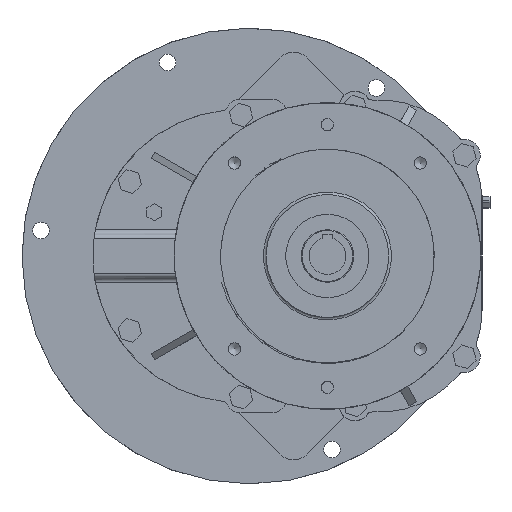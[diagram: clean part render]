
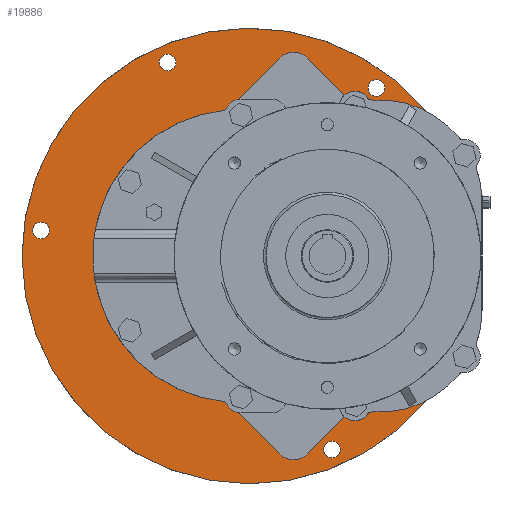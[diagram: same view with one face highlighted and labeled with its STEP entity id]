
A CAD part, left-side view. The second image highlights one B-rep face of the part: STEP entity #19886.
In plain terms, the highlighted planar face has unit normal (-1, 0, 0).
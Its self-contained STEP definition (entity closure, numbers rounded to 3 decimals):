
#243 = ORIENTED_EDGE ( 'NONE', *, *, #331, .F. ) ;
#331 = EDGE_CURVE ( 'NONE', #14690, #11804, #12059, .T. ) ;
#1379 = CIRCLE ( 'NONE', #16741, 9.5 ) ;
#1515 = FACE_BOUND ( 'NONE', #9726, .T. ) ;
#1542 = VERTEX_POINT ( 'NONE', #7359 ) ;
#1786 = EDGE_CURVE ( 'NONE', #1542, #21134, #23221, .T. ) ;
#2161 = DIRECTION ( 'NONE',  ( 0., 0., 1. ) ) ;
#2227 = ORIENTED_EDGE ( 'NONE', *, *, #12609, .F. ) ;
#2310 = EDGE_CURVE ( 'NONE', #16590, #11804, #17270, .T. ) ;
#2437 = VECTOR ( 'NONE', #26663, 1000. ) ;
#2763 = AXIS2_PLACEMENT_3D ( 'NONE', #9308, #18201, #7123 ) ;
#2996 = EDGE_CURVE ( 'NONE', #16247, #16247, #10689, .T. ) ;
#3111 = FACE_BOUND ( 'NONE', #22715, .T. ) ;
#3215 = CARTESIAN_POINT ( 'NONE',  ( -24., -260., -154. ) ) ;
#3531 = DIRECTION ( 'NONE',  ( 0., 0., 1. ) ) ;
#3996 = CARTESIAN_POINT ( 'NONE',  ( -24., -238.211, -19.749 ) ) ;
#4019 = LINE ( 'NONE', #26366, #2437 ) ;
#4214 = CARTESIAN_POINT ( 'NONE',  ( -24., 93.775, 220.921 ) ) ;
#4572 = CARTESIAN_POINT ( 'NONE',  ( -24., -255.898, 46. ) ) ;
#5870 = EDGE_CURVE ( 'NONE', #9828, #9828, #6419, .T. ) ;
#5875 = FACE_BOUND ( 'NONE', #11281, .T. ) ;
#6011 = VECTOR ( 'NONE', #18524, 1000. ) ;
#6093 = EDGE_CURVE ( 'NONE', #23816, #14244, #22129, .T. ) ;
#6356 = DIRECTION ( 'NONE',  ( 0., 1., 0. ) ) ;
#6419 = CIRCLE ( 'NONE', #22732, 9.5 ) ;
#7123 = DIRECTION ( 'NONE',  ( 0., 0., 1. ) ) ;
#7157 = ORIENTED_EDGE ( 'NONE', *, *, #21256, .F. ) ;
#7170 = CARTESIAN_POINT ( 'NONE',  ( -24., -90., -154. ) ) ;
#7359 = CARTESIAN_POINT ( 'NONE',  ( -24., 12., -154. ) ) ;
#7948 = CARTESIAN_POINT ( 'NONE',  ( -24., -144.436, 201.173 ) ) ;
#7953 = ORIENTED_EDGE ( 'NONE', *, *, #2310, .T. ) ;
#7985 = LINE ( 'NONE', #21120, #13486 ) ;
#8062 = CARTESIAN_POINT ( 'NONE',  ( -24., -147.65, 60.856 ) ) ;
#8199 = DIRECTION ( 'NONE',  ( 0., 0., 1. ) ) ;
#8260 = DIRECTION ( 'NONE',  ( 0., 0., 1. ) ) ;
#8387 = CIRCLE ( 'NONE', #2763, 154. ) ;
#8456 = EDGE_LOOP ( 'NONE', ( #7157 ) ) ;
#8872 = CARTESIAN_POINT ( 'NONE',  ( -24., -147.65, 60.856 ) ) ;
#9308 = CARTESIAN_POINT ( 'NONE',  ( -24., 12., 0. ) ) ;
#9726 = EDGE_LOOP ( 'NONE', ( #13733 ) ) ;
#9801 = EDGE_CURVE ( 'NONE', #12309, #14690, #7985, .T. ) ;
#9828 = VERTEX_POINT ( 'NONE', #18584 ) ;
#10334 = DIRECTION ( 'NONE',  ( -1., 0., 0. ) ) ;
#10405 = VERTEX_POINT ( 'NONE', #3996 ) ;
#10540 = DIRECTION ( 'NONE',  ( 0., 1., 0. ) ) ;
#10689 = CIRCLE ( 'NONE', #11584, 9.5 ) ;
#11078 = ORIENTED_EDGE ( 'NONE', *, *, #22852, .F. ) ;
#11281 = EDGE_LOOP ( 'NONE', ( #26953 ) ) ;
#11369 = AXIS2_PLACEMENT_3D ( 'NONE', #8872, #19532, #2161 ) ;
#11514 = AXIS2_PLACEMENT_3D ( 'NONE', #24266, #15062, #8199 ) ;
#11584 = AXIS2_PLACEMENT_3D ( 'NONE', #4214, #10334, #21602 ) ;
#11804 = VERTEX_POINT ( 'NONE', #24903 ) ;
#11990 = PLANE ( 'NONE',  #17473 ) ;
#12059 = CIRCLE ( 'NONE', #28429, 104.5 ) ;
#12146 = FACE_OUTER_BOUND ( 'NONE', #27306, .T. ) ;
#12309 = VERTEX_POINT ( 'NONE', #23510 ) ;
#12609 = EDGE_CURVE ( 'NONE', #14244, #1542, #8387, .T. ) ;
#12688 = DIRECTION ( 'NONE',  ( -1., 0., 0. ) ) ;
#12694 = CARTESIAN_POINT ( 'NONE',  ( -24., -100.275, 154. ) ) ;
#13170 = CARTESIAN_POINT ( 'NONE',  ( -24., -260., 46. ) ) ;
#13282 = CIRCLE ( 'NONE', #16519, 260. ) ;
#13403 = VECTOR ( 'NONE', #6356, 1000. ) ;
#13486 = VECTOR ( 'NONE', #14985, 1000. ) ;
#13733 = ORIENTED_EDGE ( 'NONE', *, *, #5870, .F. ) ;
#13936 = DIRECTION ( 'NONE',  ( -1., 0., 0. ) ) ;
#14244 = VERTEX_POINT ( 'NONE', #17098 ) ;
#14690 = VERTEX_POINT ( 'NONE', #25993 ) ;
#14783 = FACE_BOUND ( 'NONE', #8456, .T. ) ;
#14985 = DIRECTION ( 'NONE',  ( 0., 0., 1. ) ) ;
#15062 = DIRECTION ( 'NONE',  ( -1., 0., 0. ) ) ;
#15190 = CIRCLE ( 'NONE', #11369, 104.5 ) ;
#16247 = VERTEX_POINT ( 'NONE', #20931 ) ;
#16382 = CARTESIAN_POINT ( 'NONE',  ( -24., -260., 0. ) ) ;
#16519 = AXIS2_PLACEMENT_3D ( 'NONE', #19212, #27699, #18773 ) ;
#16590 = VERTEX_POINT ( 'NONE', #4572 ) ;
#16683 = CARTESIAN_POINT ( 'NONE',  ( -24., -93.775, -211.421 ) ) ;
#16741 = AXIS2_PLACEMENT_3D ( 'NONE', #25801, #24041, #8260 ) ;
#17098 = CARTESIAN_POINT ( 'NONE',  ( -24., 12., 154. ) ) ;
#17120 = CIRCLE ( 'NONE', #11514, 9.5 ) ;
#17124 = VERTEX_POINT ( 'NONE', #16683 ) ;
#17270 = LINE ( 'NONE', #13170, #21430 ) ;
#17473 = AXIS2_PLACEMENT_3D ( 'NONE', #16382, #23701, #18570 ) ;
#17946 = ORIENTED_EDGE ( 'NONE', *, *, #2996, .F. ) ;
#18139 = VERTEX_POINT ( 'NONE', #27418 ) ;
#18201 = DIRECTION ( 'NONE',  ( -1., 0., 0. ) ) ;
#18524 = DIRECTION ( 'NONE',  ( 0., -1., 0. ) ) ;
#18570 = DIRECTION ( 'NONE',  ( 0., 0., 1. ) ) ;
#18584 = CARTESIAN_POINT ( 'NONE',  ( -24., 238.211, 38.749 ) ) ;
#18773 = DIRECTION ( 'NONE',  ( 0., 0., -1. ) ) ;
#19212 = CARTESIAN_POINT ( 'NONE',  ( -24., 0., 0. ) ) ;
#19343 = EDGE_CURVE ( 'NONE', #18139, #23816, #15190, .T. ) ;
#19532 = DIRECTION ( 'NONE',  ( -1., 0., 0. ) ) ;
#19886 = ADVANCED_FACE ( 'NONE', ( #5875, #14783, #21513, #1515, #3111, #12146 ), #11990, .T. ) ;
#19925 = CARTESIAN_POINT ( 'NONE',  ( -24., -260., 154. ) ) ;
#20699 = ORIENTED_EDGE ( 'NONE', *, *, #1786, .F. ) ;
#20931 = CARTESIAN_POINT ( 'NONE',  ( -24., 93.775, 230.421 ) ) ;
#21120 = CARTESIAN_POINT ( 'NONE',  ( -24., -210., 0. ) ) ;
#21134 = VERTEX_POINT ( 'NONE', #7170 ) ;
#21256 = EDGE_CURVE ( 'NONE', #10405, #10405, #22476, .T. ) ;
#21430 = VECTOR ( 'NONE', #10540, 1000. ) ;
#21513 = FACE_BOUND ( 'NONE', #28666, .T. ) ;
#21602 = DIRECTION ( 'NONE',  ( 0., 0., 1. ) ) ;
#21625 = DIRECTION ( 'NONE',  ( 0., 0., 1. ) ) ;
#22129 = LINE ( 'NONE', #19925, #13403 ) ;
#22476 = CIRCLE ( 'NONE', #27537, 9.5 ) ;
#22564 = ORIENTED_EDGE ( 'NONE', *, *, #19343, .F. ) ;
#22715 = EDGE_LOOP ( 'NONE', ( #24101 ) ) ;
#22732 = AXIS2_PLACEMENT_3D ( 'NONE', #27546, #13936, #27690 ) ;
#22852 = EDGE_CURVE ( 'NONE', #21134, #12309, #4019, .T. ) ;
#23221 = LINE ( 'NONE', #3215, #6011 ) ;
#23510 = CARTESIAN_POINT ( 'NONE',  ( -24., -210., -65. ) ) ;
#23701 = DIRECTION ( 'NONE',  ( -1., 0., 0. ) ) ;
#23816 = VERTEX_POINT ( 'NONE', #12694 ) ;
#24041 = DIRECTION ( 'NONE',  ( -1., 0., 0. ) ) ;
#24101 = ORIENTED_EDGE ( 'NONE', *, *, #27976, .F. ) ;
#24266 = CARTESIAN_POINT ( 'NONE',  ( -24., -93.775, -220.921 ) ) ;
#24903 = CARTESIAN_POINT ( 'NONE',  ( -24., -251.089, 46. ) ) ;
#25370 = EDGE_CURVE ( 'NONE', #16590, #18139, #13282, .T. ) ;
#25566 = DIRECTION ( 'NONE',  ( -1., 0., 0. ) ) ;
#25801 = CARTESIAN_POINT ( 'NONE',  ( -24., -144.436, 191.673 ) ) ;
#25993 = CARTESIAN_POINT ( 'NONE',  ( -24., -210., -23.006 ) ) ;
#26081 = ORIENTED_EDGE ( 'NONE', *, *, #9801, .F. ) ;
#26366 = CARTESIAN_POINT ( 'NONE',  ( -24., -273.357, -18.01 ) ) ;
#26385 = EDGE_CURVE ( 'NONE', #17124, #17124, #17120, .T. ) ;
#26663 = DIRECTION ( 'NONE',  ( 0., -0.803, 0.596 ) ) ;
#26953 = ORIENTED_EDGE ( 'NONE', *, *, #26385, .F. ) ;
#27306 = EDGE_LOOP ( 'NONE', ( #7953, #243, #26081, #11078, #20699, #2227, #27540, #22564, #28467 ) ) ;
#27418 = CARTESIAN_POINT ( 'NONE',  ( -24., -223.67, 132.559 ) ) ;
#27537 = AXIS2_PLACEMENT_3D ( 'NONE', #27901, #12688, #21625 ) ;
#27540 = ORIENTED_EDGE ( 'NONE', *, *, #6093, .F. ) ;
#27546 = CARTESIAN_POINT ( 'NONE',  ( -24., 238.211, 29.249 ) ) ;
#27690 = DIRECTION ( 'NONE',  ( 0., 0., 1. ) ) ;
#27699 = DIRECTION ( 'NONE',  ( 1., 0., 0. ) ) ;
#27901 = CARTESIAN_POINT ( 'NONE',  ( -24., -238.211, -29.249 ) ) ;
#27956 = VERTEX_POINT ( 'NONE', #7948 ) ;
#27976 = EDGE_CURVE ( 'NONE', #27956, #27956, #1379, .T. ) ;
#28429 = AXIS2_PLACEMENT_3D ( 'NONE', #8062, #25566, #3531 ) ;
#28467 = ORIENTED_EDGE ( 'NONE', *, *, #25370, .F. ) ;
#28666 = EDGE_LOOP ( 'NONE', ( #17946 ) ) ;
